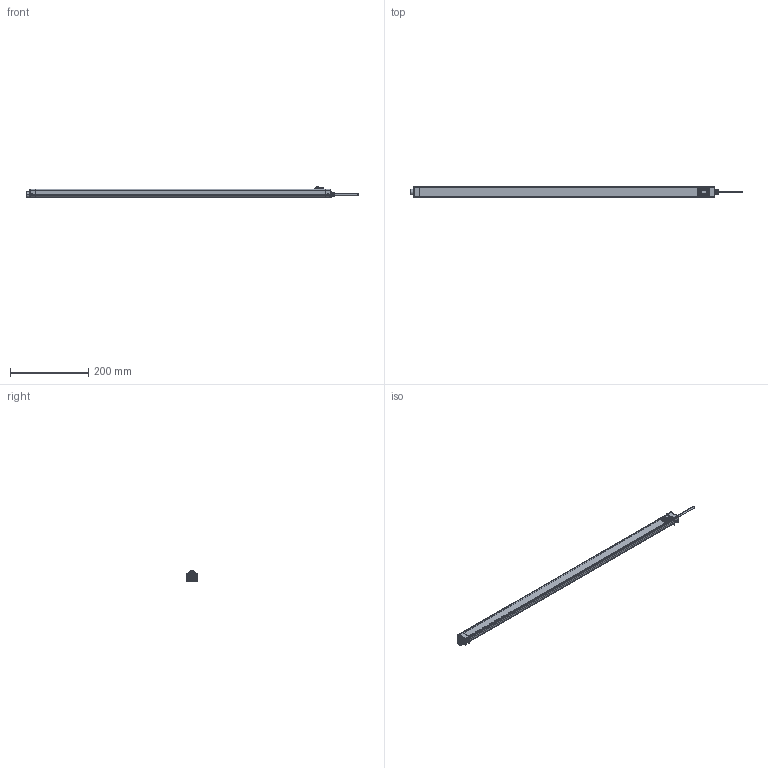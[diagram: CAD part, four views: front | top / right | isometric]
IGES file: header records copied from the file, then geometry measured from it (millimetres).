
Start section:  PTC IGES file: 157175.igs
Global section: file name: 157175.igs; native system: Creo Parametric by PTC Inc.; preprocessor: 2018300; author: pdmadmin; organization: Unknown; date: 20181220.125420; units: millimetre
Bounding box: 845.95 x 29.12 x 29.17 mm (x, y, z)
Volume: 177435.5 mm3; surface area: 1064304.4 mm2
Topology: 28 solids, 32 shells, 4464 faces, 22932 edges, 28823 vertices
Faces by surface type: bspline 2396, revolution 1988, extrusion 80
